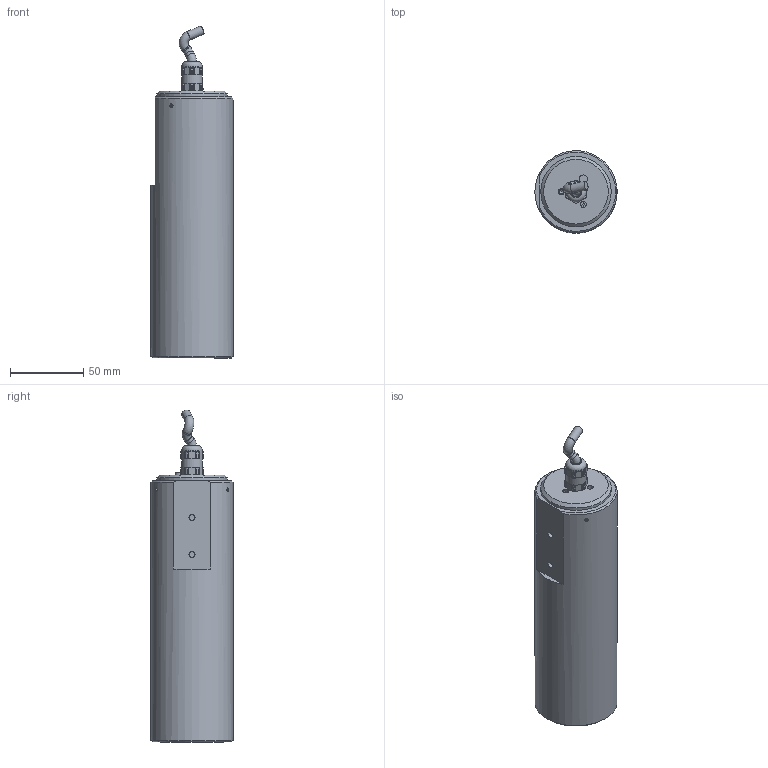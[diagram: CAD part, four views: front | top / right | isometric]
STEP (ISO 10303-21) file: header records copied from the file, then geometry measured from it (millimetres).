
FILE_DESCRIPTION(/* description */ ('>>BEZEICHNUNG<<'),/* implementation_level */ '2;1');
FILE_NAME(/* name */ 'vicolux_TZB51.stp',/* time_stamp */ '2015-04-14T08:00:20+02:00',/* author */ ('REGENSPURG'),/* organization */ ('Vision & Control'),/* preprocessor_version */ 'ST-DEVELOPER v15.2',/* originating_system */ 'Autodesk Inventor 2014',/* authorisation */ '');
FILE_SCHEMA (('AUTOMOTIVE_DESIGN { 1 0 10303 214 3 1 1 }'));
Length unit declared in the file: millimetre
Products named in the file (1): vicolux_TZB51
Bounding box: 56 x 56 x 226.08 mm (x, y, z)
Volume: 429013.2 mm3; surface area: 39800.5 mm2
Topology: 1 solids, 1 shells, 190 faces, 480 edges, 305 vertices
Faces by surface type: plane 92, cylinder 56, cone 37, torus 4, sphere 1
Full cylindrical faces by diameter (mm): 2.459 x3, 4.134 x4, 5.5 x1, 6 x3, 6.5 x1, 14 x2, 48 x1, 49 x1, 51.188 x1, 56 x1
Entity records: 6474 total; most frequent: CARTESIAN_POINT 2253, ORIENTED_EDGE 866, DIRECTION 746, EDGE_CURVE 433, AXIS2_PLACEMENT_3D 294, VERTEX_POINT 290, EDGE_LOOP 235, STYLED_ITEM 191
